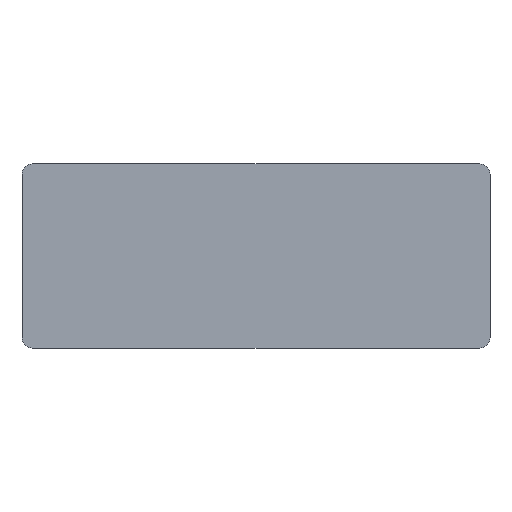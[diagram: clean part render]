
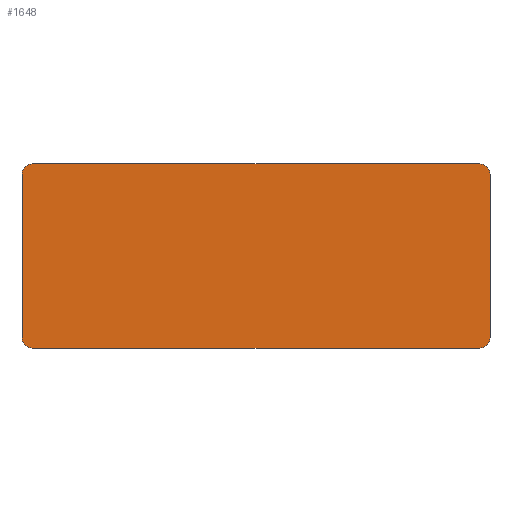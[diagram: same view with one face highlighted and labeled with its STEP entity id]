
A CAD part, front view. The second image highlights one B-rep face of the part: STEP entity #1648.
In plain terms, the highlighted planar face has unit normal (0, -1, 0).
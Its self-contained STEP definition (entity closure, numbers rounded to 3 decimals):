
#6 = VECTOR ( 'NONE', #3037, 1000. ) ;
#26 = ORIENTED_EDGE ( 'NONE', *, *, #3280, .F. ) ;
#110 = LINE ( 'NONE', #2200, #6 ) ;
#168 = ORIENTED_EDGE ( 'NONE', *, *, #1507, .F. ) ;
#244 = ORIENTED_EDGE ( 'NONE', *, *, #2017, .F. ) ;
#293 = CARTESIAN_POINT ( 'NONE',  ( -42.5, 0., 17.5 ) ) ;
#343 = CARTESIAN_POINT ( 'NONE',  ( -44.5, 0., -15.5 ) ) ;
#481 = LINE ( 'NONE', #2979, #3254 ) ;
#549 = VERTEX_POINT ( 'NONE', #2133 ) ;
#646 = AXIS2_PLACEMENT_3D ( 'NONE', #1882, #3021, #2427 ) ;
#708 = ORIENTED_EDGE ( 'NONE', *, *, #2129, .F. ) ;
#750 = PLANE ( 'NONE',  #1969 ) ;
#882 = CIRCLE ( 'NONE', #646, 2. ) ;
#942 = AXIS2_PLACEMENT_3D ( 'NONE', #1325, #3558, #1061 ) ;
#944 = LINE ( 'NONE', #2035, #2769 ) ;
#1061 = DIRECTION ( 'NONE',  ( 0., 0., 1. ) ) ;
#1106 = CARTESIAN_POINT ( 'NONE',  ( 42.5, 0., -17.5 ) ) ;
#1128 = DIRECTION ( 'NONE',  ( 0., 1., 0. ) ) ;
#1135 = VERTEX_POINT ( 'NONE', #2892 ) ;
#1325 = CARTESIAN_POINT ( 'NONE',  ( 42.5, 0., 15.5 ) ) ;
#1366 = ORIENTED_EDGE ( 'NONE', *, *, #3519, .F. ) ;
#1406 = VERTEX_POINT ( 'NONE', #1741 ) ;
#1498 = CARTESIAN_POINT ( 'NONE',  ( 42.5, 0., 17.5 ) ) ;
#1507 = EDGE_CURVE ( 'NONE', #2077, #1406, #1870, .T. ) ;
#1536 = EDGE_CURVE ( 'NONE', #549, #2024, #882, .T. ) ;
#1585 = DIRECTION ( 'NONE',  ( 1., 0., 0. ) ) ;
#1594 = CARTESIAN_POINT ( 'NONE',  ( -42.5, 0., -17.5 ) ) ;
#1606 = CIRCLE ( 'NONE', #1722, 2. ) ;
#1648 = ADVANCED_FACE ( 'NONE', ( #2663 ), #750, .T. ) ;
#1700 = ORIENTED_EDGE ( 'NONE', *, *, #3371, .F. ) ;
#1722 = AXIS2_PLACEMENT_3D ( 'NONE', #2360, #2051, #3218 ) ;
#1741 = CARTESIAN_POINT ( 'NONE',  ( -42.5, 0., -17.5 ) ) ;
#1802 = CIRCLE ( 'NONE', #942, 2. ) ;
#1861 = VECTOR ( 'NONE', #2954, 1000. ) ;
#1870 = LINE ( 'NONE', #1594, #1861 ) ;
#1882 = CARTESIAN_POINT ( 'NONE',  ( -42.5, 0., 15.5 ) ) ;
#1969 = AXIS2_PLACEMENT_3D ( 'NONE', #2972, #2392, #2441 ) ;
#1970 = EDGE_CURVE ( 'NONE', #3429, #2003, #1802, .T. ) ;
#2003 = VERTEX_POINT ( 'NONE', #2869 ) ;
#2017 = EDGE_CURVE ( 'NONE', #2853, #549, #110, .T. ) ;
#2024 = VERTEX_POINT ( 'NONE', #293 ) ;
#2026 = AXIS2_PLACEMENT_3D ( 'NONE', #3333, #1128, #3075 ) ;
#2035 = CARTESIAN_POINT ( 'NONE',  ( 44.5, 0., 15.5 ) ) ;
#2051 = DIRECTION ( 'NONE',  ( 0., 1., 0. ) ) ;
#2077 = VERTEX_POINT ( 'NONE', #1106 ) ;
#2129 = EDGE_CURVE ( 'NONE', #1406, #2853, #3089, .T. ) ;
#2133 = CARTESIAN_POINT ( 'NONE',  ( -44.5, 0., 15.5 ) ) ;
#2200 = CARTESIAN_POINT ( 'NONE',  ( -44.5, 0., 15.5 ) ) ;
#2256 = ORIENTED_EDGE ( 'NONE', *, *, #1970, .F. ) ;
#2360 = CARTESIAN_POINT ( 'NONE',  ( 42.5, 0., -15.5 ) ) ;
#2392 = DIRECTION ( 'NONE',  ( 0., -1., 0. ) ) ;
#2427 = DIRECTION ( 'NONE',  ( 0., 0., -1. ) ) ;
#2441 = DIRECTION ( 'NONE',  ( 0., 0., -1. ) ) ;
#2518 = ORIENTED_EDGE ( 'NONE', *, *, #1536, .F. ) ;
#2663 = FACE_OUTER_BOUND ( 'NONE', #2949, .T. ) ;
#2769 = VECTOR ( 'NONE', #3160, 1000. ) ;
#2853 = VERTEX_POINT ( 'NONE', #343 ) ;
#2869 = CARTESIAN_POINT ( 'NONE',  ( 44.5, 0., 15.5 ) ) ;
#2892 = CARTESIAN_POINT ( 'NONE',  ( 44.5, 0., -15.5 ) ) ;
#2949 = EDGE_LOOP ( 'NONE', ( #26, #1700, #2256, #1366, #2518, #244, #708, #168 ) ) ;
#2954 = DIRECTION ( 'NONE',  ( -1., 0., 0. ) ) ;
#2972 = CARTESIAN_POINT ( 'NONE',  ( 42.5, 0., -15.5 ) ) ;
#2979 = CARTESIAN_POINT ( 'NONE',  ( -42.5, 0., 17.5 ) ) ;
#3021 = DIRECTION ( 'NONE',  ( 0., 1., 0. ) ) ;
#3037 = DIRECTION ( 'NONE',  ( 0., 0., 1. ) ) ;
#3075 = DIRECTION ( 'NONE',  ( 0., 0., -1. ) ) ;
#3089 = CIRCLE ( 'NONE', #2026, 2. ) ;
#3160 = DIRECTION ( 'NONE',  ( 0., 0., -1. ) ) ;
#3218 = DIRECTION ( 'NONE',  ( 0., 0., -1. ) ) ;
#3254 = VECTOR ( 'NONE', #1585, 1000. ) ;
#3280 = EDGE_CURVE ( 'NONE', #1135, #2077, #1606, .T. ) ;
#3333 = CARTESIAN_POINT ( 'NONE',  ( -42.5, 0., -15.5 ) ) ;
#3371 = EDGE_CURVE ( 'NONE', #2003, #1135, #944, .T. ) ;
#3429 = VERTEX_POINT ( 'NONE', #1498 ) ;
#3519 = EDGE_CURVE ( 'NONE', #2024, #3429, #481, .T. ) ;
#3558 = DIRECTION ( 'NONE',  ( 0., 1., 0. ) ) ;
